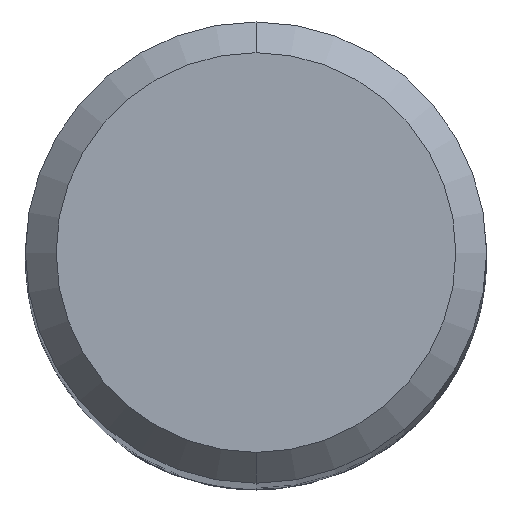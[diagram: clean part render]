
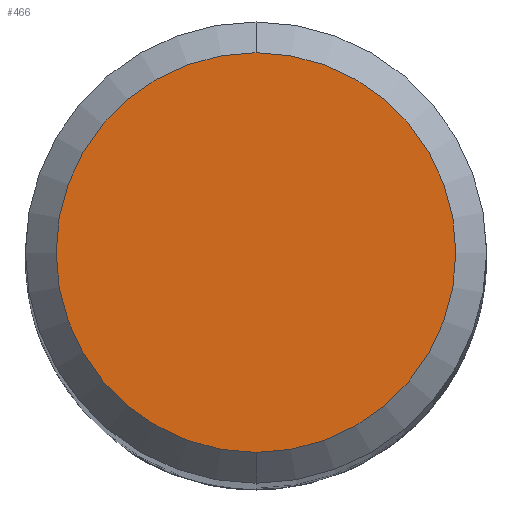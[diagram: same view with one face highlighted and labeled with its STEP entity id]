
A CAD part, top view. The second image highlights one B-rep face of the part: STEP entity #466.
In plain terms, the highlighted planar face has unit normal (0, 0, 1).
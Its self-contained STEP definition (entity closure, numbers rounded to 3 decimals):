
#294=VERTEX_POINT('',#793);
#386=EDGE_CURVE('',#474,#294,#893,.T.);
#466=ADVANCED_FACE('',(#977),#978,.T.);
#474=VERTEX_POINT('',#987);
#660=EDGE_CURVE('',#294,#474,#1194,.T.);
#793=CARTESIAN_POINT('',(0.0,2.6,0.0));
#893=CIRCLE('',#2310,2.6);
#977=FACE_OUTER_BOUND('',#2712,.T.);
#978=PLANE('',#2713);
#987=CARTESIAN_POINT('',(0.,-2.6,0.0));
#1194=CIRCLE('',#4328,2.6);
#2310=AXIS2_PLACEMENT_3D('',#5248,#5249,#5250);
#2712=EDGE_LOOP('',(#5328,#5329));
#2713=AXIS2_PLACEMENT_3D('',#5330,#5331,#5332);
#4328=AXIS2_PLACEMENT_3D('',#5598,#5599,#5600);
#5248=CARTESIAN_POINT('',(0.0,0.0,0.0));
#5249=DIRECTION('',(0.0,0.0,-1.0));
#5250=DIRECTION('',(0.0,1.0,0.0));
#5328=ORIENTED_EDGE('',*,*,#660,.F.);
#5329=ORIENTED_EDGE('',*,*,#386,.F.);
#5330=CARTESIAN_POINT('',(0.0,1.3,0.0));
#5331=DIRECTION('',(-0.0,0.0,1.0));
#5332=DIRECTION('',(0.0,-1.0,0.0));
#5598=CARTESIAN_POINT('',(0.0,0.0,0.0));
#5599=DIRECTION('',(0.0,0.0,-1.0));
#5600=DIRECTION('',(0.0,1.0,0.0));
